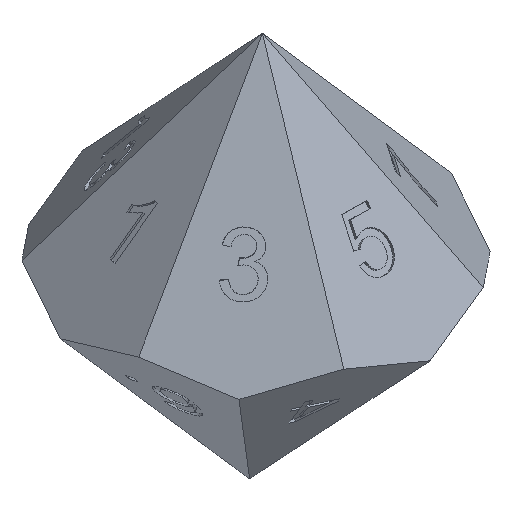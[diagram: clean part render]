
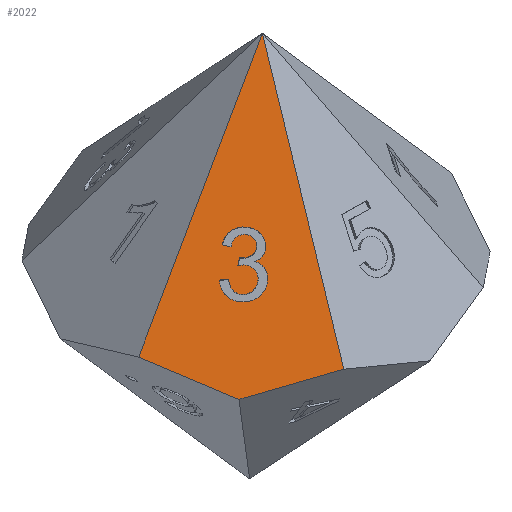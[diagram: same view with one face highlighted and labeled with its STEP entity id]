
A CAD part, isometric view. The second image highlights one B-rep face of the part: STEP entity #2022.
In plain terms, the highlighted planar face has unit normal (-0.557, -0.502, 0.661).
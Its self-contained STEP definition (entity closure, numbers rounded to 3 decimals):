
#202=CARTESIAN_POINT('',(-13.428,31.581,-7.465));
#203=VERTEX_POINT('',#202);
#204=CARTESIAN_POINT('',(-7.597,27.356,-5.763));
#205=VERTEX_POINT('',#204);
#206=CARTESIAN_POINT('',(-13.428,31.581,-7.465));
#207=DIRECTION('',(0.788,-0.571,0.23));
#208=VECTOR('',#207,7.399);
#209=LINE('',#206,#208);
#210=EDGE_CURVE('',#203,#205,#209,.T.);
#425=CARTESIAN_POINT('',(-16.731,37.889,-5.454));
#426=VERTEX_POINT('',#425);
#440=CARTESIAN_POINT('',(-16.731,37.889,-5.454));
#441=DIRECTION('',(0.446,-0.853,-0.272));
#442=VECTOR('',#441,7.399);
#443=LINE('',#440,#442);
#444=EDGE_CURVE('',#426,#203,#443,.T.);
#1203=CARTESIAN_POINT('',(-0.662,42.101,11.279));
#1204=VERTEX_POINT('',#1203);
#1742=CARTESIAN_POINT('',(-0.662,42.101,11.279));
#1743=DIRECTION('',(-0.294,-0.625,-0.723));
#1744=VECTOR('',#1743,23.579);
#1745=LINE('',#1742,#1744);
#1746=EDGE_CURVE('',#1204,#205,#1745,.T.);
#1875=CARTESIAN_POINT('',(-24.931,22.102,-24.352));
#1876=DIRECTION('',(-0.557,-0.502,0.661));
#1877=DIRECTION('',(0.753,0.03,0.657));
#1878=AXIS2_PLACEMENT_3D('',#1875,#1876,#1877);
#1879=PLANE('',#1878);
#1880=ORIENTED_EDGE('',*,*,#444,.T.);
#1881=ORIENTED_EDGE('',*,*,#210,.T.);
#1882=ORIENTED_EDGE('',*,*,#1746,.F.);
#1883=CARTESIAN_POINT('',(-0.662,42.101,11.279));
#1884=DIRECTION('',(-0.682,-0.179,-0.71));
#1885=VECTOR('',#1884,23.579);
#1886=LINE('',#1883,#1885);
#1887=EDGE_CURVE('',#1204,#426,#1886,.T.);
#1888=ORIENTED_EDGE('',*,*,#1887,.T.);
#1889=EDGE_LOOP('',(#1880,#1881,#1882,#1888));
#1890=FACE_BOUND('',#1889,.T.);
#1891=CARTESIAN_POINT('',(-8.894,36.077,-0.231));
#1892=VERTEX_POINT('',#1891);
#1893=CARTESIAN_POINT('',(-8.934,36.833,0.31));
#1894=VERTEX_POINT('',#1893);
#1895=CARTESIAN_POINT('',(-8.894,36.077,-0.231));
#1896=CARTESIAN_POINT('',(-8.869,36.044,-0.235));
#1897=CARTESIAN_POINT('',(-8.849,36.018,-0.237));
#1898=CARTESIAN_POINT('',(-8.832,36.,-0.237));
#1899=CARTESIAN_POINT('',(-8.66,35.803,-0.241));
#1900=CARTESIAN_POINT('',(-8.47,35.656,-0.194));
#1901=CARTESIAN_POINT('',(-8.264,35.557,-0.095));
#1902=CARTESIAN_POINT('',(-8.057,35.458,0.004));
#1903=CARTESIAN_POINT('',(-7.882,35.47,0.161));
#1904=CARTESIAN_POINT('',(-7.739,35.591,0.374));
#1905=CARTESIAN_POINT('',(-7.625,35.687,0.542));
#1906=CARTESIAN_POINT('',(-7.581,35.824,0.683));
#1907=CARTESIAN_POINT('',(-7.607,36.002,0.796));
#1908=CARTESIAN_POINT('',(-7.633,36.179,0.909));
#1909=CARTESIAN_POINT('',(-7.725,36.359,0.968));
#1910=CARTESIAN_POINT('',(-7.884,36.54,0.971));
#1911=CARTESIAN_POINT('',(-8.042,36.719,0.975));
#1912=CARTESIAN_POINT('',(-8.211,36.836,0.922));
#1913=CARTESIAN_POINT('',(-8.391,36.892,0.812));
#1914=CARTESIAN_POINT('',(-8.572,36.947,0.702));
#1915=CARTESIAN_POINT('',(-8.753,36.928,0.534));
#1916=CARTESIAN_POINT('',(-8.934,36.833,0.31));
#1917=B_SPLINE_CURVE_WITH_KNOTS('',3,(#1895,#1896,#1897,#1898,#1899,#1900,#1901,#1902,#1903,#1904,#1905,#1906,#1907,#1908,#1909,#1910,#1911,#1912,#1913,#1914,#1915,#1916),.UNSPECIFIED.,.F.,.F.,(4,3,3,3,3,3,3,4),(0.,0.018,0.209,0.399,0.55,0.701,0.851,1.),.UNSPECIFIED.);
#1918=EDGE_CURVE('',#1892,#1894,#1917,.T.);
#1919=ORIENTED_EDGE('',*,*,#1918,.T.);
#1920=CARTESIAN_POINT('',(-9.284,37.341,0.401));
#1921=VERTEX_POINT('',#1920);
#1922=CARTESIAN_POINT('',(-8.934,36.833,0.31));
#1923=DIRECTION('',(-0.561,0.815,0.146));
#1924=VECTOR('',#1923,0.623);
#1925=LINE('',#1922,#1924);
#1926=EDGE_CURVE('',#1894,#1921,#1925,.T.);
#1927=ORIENTED_EDGE('',*,*,#1926,.T.);
#1928=CARTESIAN_POINT('',(-8.294,35.196,-0.395));
#1929=VERTEX_POINT('',#1928);
#1930=CARTESIAN_POINT('',(-9.284,37.341,0.401));
#1931=CARTESIAN_POINT('',(-9.027,37.461,0.709));
#1932=CARTESIAN_POINT('',(-8.754,37.469,0.945));
#1933=CARTESIAN_POINT('',(-8.464,37.366,1.111));
#1934=CARTESIAN_POINT('',(-8.175,37.263,1.276));
#1935=CARTESIAN_POINT('',(-7.9,37.063,1.356));
#1936=CARTESIAN_POINT('',(-7.639,36.766,1.35));
#1937=CARTESIAN_POINT('',(-7.459,36.561,1.346));
#1938=CARTESIAN_POINT('',(-7.323,36.347,1.298));
#1939=CARTESIAN_POINT('',(-7.23,36.125,1.207));
#1940=CARTESIAN_POINT('',(-7.138,35.902,1.115));
#1941=CARTESIAN_POINT('',(-7.103,35.702,0.993));
#1942=CARTESIAN_POINT('',(-7.125,35.524,0.84));
#1943=CARTESIAN_POINT('',(-7.147,35.346,0.686));
#1944=CARTESIAN_POINT('',(-7.215,35.209,0.524));
#1945=CARTESIAN_POINT('',(-7.329,35.112,0.354));
#1946=CARTESIAN_POINT('',(-7.438,35.019,0.192));
#1947=CARTESIAN_POINT('',(-7.576,34.979,0.045));
#1948=CARTESIAN_POINT('',(-7.742,34.99,-0.086));
#1949=CARTESIAN_POINT('',(-7.907,35.001,-0.217));
#1950=CARTESIAN_POINT('',(-8.092,35.07,-0.32));
#1951=CARTESIAN_POINT('',(-8.294,35.196,-0.395));
#1952=B_SPLINE_CURVE_WITH_KNOTS('',3,(#1930,#1931,#1932,#1933,#1934,#1935,#1936,#1937,#1938,#1939,#1940,#1941,#1942,#1943,#1944,#1945,#1946,#1947,#1948,#1949,#1950,#1951),.UNSPECIFIED.,.F.,.F.,(4,3,3,3,3,3,3,4),(0.,0.09,0.181,0.243,0.306,0.368,0.427,0.487),.UNSPECIFIED.);
#1953=EDGE_CURVE('',#1921,#1929,#1952,.T.);
#1954=ORIENTED_EDGE('',*,*,#1953,.T.);
#1955=CARTESIAN_POINT('',(-10.537,36.359,-1.4));
#1956=VERTEX_POINT('',#1955);
#1957=CARTESIAN_POINT('',(-8.294,35.196,-0.395));
#1958=CARTESIAN_POINT('',(-8.134,34.945,-0.451));
#1959=CARTESIAN_POINT('',(-8.054,34.712,-0.56));
#1960=CARTESIAN_POINT('',(-8.054,34.497,-0.724));
#1961=CARTESIAN_POINT('',(-8.055,34.282,-0.887));
#1962=CARTESIAN_POINT('',(-8.136,34.106,-1.09));
#1963=CARTESIAN_POINT('',(-8.299,33.968,-1.332));
#1964=CARTESIAN_POINT('',(-8.519,33.781,-1.659));
#1965=CARTESIAN_POINT('',(-8.811,33.742,-1.934));
#1966=CARTESIAN_POINT('',(-9.174,33.852,-2.157));
#1967=CARTESIAN_POINT('',(-9.537,33.961,-2.379));
#1968=CARTESIAN_POINT('',(-9.878,34.198,-2.487));
#1969=CARTESIAN_POINT('',(-10.199,34.564,-2.479));
#1970=CARTESIAN_POINT('',(-10.489,34.893,-2.473));
#1971=CARTESIAN_POINT('',(-10.663,35.223,-2.369));
#1972=CARTESIAN_POINT('',(-10.722,35.552,-2.169));
#1973=CARTESIAN_POINT('',(-10.781,35.881,-1.968));
#1974=CARTESIAN_POINT('',(-10.72,36.151,-1.712));
#1975=CARTESIAN_POINT('',(-10.537,36.359,-1.4));
#1976=B_SPLINE_CURVE_WITH_KNOTS('',3,(#1957,#1958,#1959,#1960,#1961,#1962,#1963,#1964,#1965,#1966,#1967,#1968,#1969,#1970,#1971,#1972,#1973,#1974,#1975),.UNSPECIFIED.,.F.,.F.,(4,3,3,3,3,3,4),(0.487,0.559,0.63,0.728,0.825,0.912,1.),.UNSPECIFIED.);
#1977=EDGE_CURVE('',#1929,#1956,#1976,.T.);
#1978=ORIENTED_EDGE('',*,*,#1977,.T.);
#1979=CARTESIAN_POINT('',(-10.091,35.933,-1.348));
#1980=VERTEX_POINT('',#1979);
#1981=CARTESIAN_POINT('',(-10.537,36.359,-1.4));
#1982=DIRECTION('',(0.721,-0.688,0.084));
#1983=VECTOR('',#1982,0.619);
#1984=LINE('',#1981,#1983);
#1985=EDGE_CURVE('',#1956,#1980,#1984,.T.);
#1986=ORIENTED_EDGE('',*,*,#1985,.T.);
#1987=CARTESIAN_POINT('',(-9.211,35.898,-0.633));
#1988=VERTEX_POINT('',#1987);
#1989=CARTESIAN_POINT('',(-10.091,35.933,-1.348));
#1990=CARTESIAN_POINT('',(-10.22,35.731,-1.609));
#1991=CARTESIAN_POINT('',(-10.267,35.534,-1.799));
#1992=CARTESIAN_POINT('',(-10.233,35.341,-1.917));
#1993=CARTESIAN_POINT('',(-10.198,35.149,-2.034));
#1994=CARTESIAN_POINT('',(-10.101,34.961,-2.095));
#1995=CARTESIAN_POINT('',(-9.941,34.778,-2.099));
#1996=CARTESIAN_POINT('',(-9.75,34.561,-2.103));
#1997=CARTESIAN_POINT('',(-9.539,34.421,-2.032));
#1998=CARTESIAN_POINT('',(-9.307,34.357,-1.885));
#1999=CARTESIAN_POINT('',(-9.075,34.293,-1.738));
#2000=CARTESIAN_POINT('',(-8.885,34.325,-1.554));
#2001=CARTESIAN_POINT('',(-8.735,34.451,-1.332));
#2002=CARTESIAN_POINT('',(-8.593,34.572,-1.121));
#2003=CARTESIAN_POINT('',(-8.537,34.74,-0.945));
#2004=CARTESIAN_POINT('',(-8.566,34.957,-0.805));
#2005=CARTESIAN_POINT('',(-8.595,35.173,-0.665));
#2006=CARTESIAN_POINT('',(-8.703,35.388,-0.593));
#2007=CARTESIAN_POINT('',(-8.891,35.602,-0.589));
#2008=CARTESIAN_POINT('',(-8.967,35.689,-0.587));
#2009=CARTESIAN_POINT('',(-9.074,35.787,-0.602));
#2010=CARTESIAN_POINT('',(-9.211,35.898,-0.633));
#2011=B_SPLINE_CURVE_WITH_KNOTS('',3,(#1989,#1990,#1991,#1992,#1993,#1994,#1995,#1996,#1997,#1998,#1999,#2000,#2001,#2002,#2003,#2004,#2005,#2006,#2007,#2008,#2009,#2010),.UNSPECIFIED.,.F.,.F.,(4,3,3,3,3,3,3,4),(0.,0.141,0.282,0.449,0.616,0.775,0.935,1.),.UNSPECIFIED.);
#2012=EDGE_CURVE('',#1980,#1988,#2011,.T.);
#2013=ORIENTED_EDGE('',*,*,#2012,.T.);
#2014=CARTESIAN_POINT('',(-9.211,35.898,-0.633));
#2015=DIRECTION('',(0.583,0.33,0.742));
#2016=VECTOR('',#2015,0.543);
#2017=LINE('',#2014,#2016);
#2018=EDGE_CURVE('',#1988,#1892,#2017,.T.);
#2019=ORIENTED_EDGE('',*,*,#2018,.T.);
#2020=EDGE_LOOP('',(#1919,#1927,#1954,#1978,#1986,#2013,#2019));
#2021=FACE_BOUND('',#2020,.T.);
#2022=ADVANCED_FACE('',(#1890,#2021),#1879,.T.);
